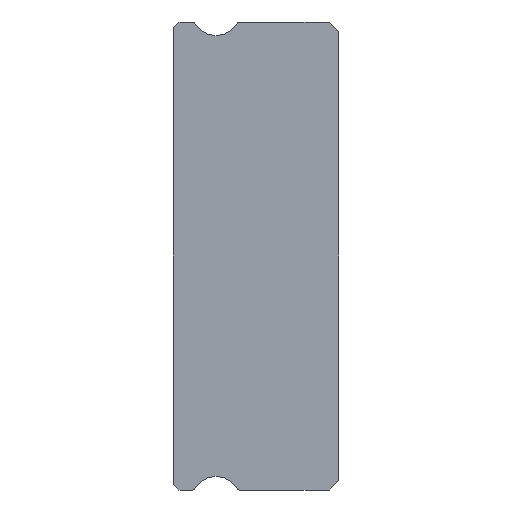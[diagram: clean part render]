
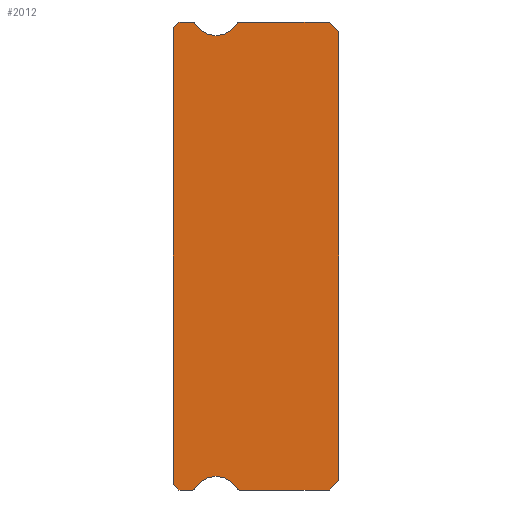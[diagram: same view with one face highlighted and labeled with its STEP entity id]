
A CAD part, left-side view. The second image highlights one B-rep face of the part: STEP entity #2012.
In plain terms, the highlighted planar face has unit normal (-1, 0, 0).
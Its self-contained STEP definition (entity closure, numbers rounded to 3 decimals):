
#82 = VERTEX_POINT ( 'NONE', #796 ) ;
#99 = AXIS2_PLACEMENT_3D ( 'NONE', #3624, #3210, #4051 ) ;
#116 = DIRECTION ( 'NONE',  ( 0., -1., 0. ) ) ;
#265 = CARTESIAN_POINT ( 'NONE',  ( -20., 5.217, -11.925 ) ) ;
#336 = CARTESIAN_POINT ( 'NONE',  ( -20., 7.512, -12. ) ) ;
#451 = DIRECTION ( 'NONE',  ( 0., 0., 1. ) ) ;
#460 = LINE ( 'NONE', #3784, #1268 ) ;
#633 = EDGE_CURVE ( 'NONE', #2808, #82, #4743, .T. ) ;
#652 = CARTESIAN_POINT ( 'NONE',  ( -20., 6.3, 12.55 ) ) ;
#665 = CARTESIAN_POINT ( 'NONE',  ( -20., 5.217, 11.925 ) ) ;
#698 = EDGE_CURVE ( 'NONE', #2654, #1343, #1375, .T. ) ;
#718 = DIRECTION ( 'NONE',  ( 0., 0., -1. ) ) ;
#789 = LINE ( 'NONE', #4602, #1161 ) ;
#796 = CARTESIAN_POINT ( 'NONE',  ( -20., 8.5, 11.7 ) ) ;
#822 = CARTESIAN_POINT ( 'NONE',  ( -20., 0., 11.5 ) ) ;
#888 = CARTESIAN_POINT ( 'NONE',  ( -20., 7.512, -12. ) ) ;
#897 = CIRCLE ( 'NONE', #4182, 1.25 ) ;
#949 = ORIENTED_EDGE ( 'NONE', *, *, #1182, .F. ) ;
#971 = CIRCLE ( 'NONE', #4921, 0.15 ) ;
#979 = EDGE_CURVE ( 'NONE', #3662, #1426, #4619, .T. ) ;
#989 = LINE ( 'NONE', #3545, #4532 ) ;
#1002 = DIRECTION ( 'NONE',  ( 0., 0., -1. ) ) ;
#1003 = CIRCLE ( 'NONE', #3375, 1.25 ) ;
#1042 = ORIENTED_EDGE ( 'NONE', *, *, #3367, .F. ) ;
#1070 = ORIENTED_EDGE ( 'NONE', *, *, #633, .F. ) ;
#1089 = CARTESIAN_POINT ( 'NONE',  ( -20., 5.088, -11.85 ) ) ;
#1161 = VECTOR ( 'NONE', #1527, 1000. ) ;
#1182 = EDGE_CURVE ( 'NONE', #4316, #2174, #2674, .T. ) ;
#1229 = VECTOR ( 'NONE', #1977, 1000. ) ;
#1231 = ORIENTED_EDGE ( 'NONE', *, *, #2574, .F. ) ;
#1240 = ORIENTED_EDGE ( 'NONE', *, *, #3679, .F. ) ;
#1268 = VECTOR ( 'NONE', #5445, 1000. ) ;
#1282 = VERTEX_POINT ( 'NONE', #4185 ) ;
#1343 = VERTEX_POINT ( 'NONE', #5337 ) ;
#1375 = LINE ( 'NONE', #888, #2692 ) ;
#1387 = ORIENTED_EDGE ( 'NONE', *, *, #979, .T. ) ;
#1396 = CARTESIAN_POINT ( 'NONE',  ( -20., 6.3, -12.55 ) ) ;
#1401 = EDGE_CURVE ( 'NONE', #2808, #3662, #460, .T. ) ;
#1426 = VERTEX_POINT ( 'NONE', #1632 ) ;
#1467 = EDGE_CURVE ( 'NONE', #4451, #4330, #1003, .T. ) ;
#1479 = LINE ( 'NONE', #3106, #1837 ) ;
#1509 = VERTEX_POINT ( 'NONE', #3293 ) ;
#1527 = DIRECTION ( 'NONE',  ( 0., 0.707, -0.707 ) ) ;
#1543 = DIRECTION ( 'NONE',  ( 1., 0., 0. ) ) ;
#1549 = EDGE_CURVE ( 'NONE', #2174, #1426, #2764, .T. ) ;
#1552 = ORIENTED_EDGE ( 'NONE', *, *, #698, .F. ) ;
#1575 = VECTOR ( 'NONE', #1681, 1000. ) ;
#1632 = CARTESIAN_POINT ( 'NONE',  ( -20., 7.512, -12. ) ) ;
#1681 = DIRECTION ( 'NONE',  ( 0., 0., 1. ) ) ;
#1837 = VECTOR ( 'NONE', #5218, 1000. ) ;
#1843 = ORIENTED_EDGE ( 'NONE', *, *, #2961, .T. ) ;
#1865 = CARTESIAN_POINT ( 'NONE',  ( -20., 8.2, -12. ) ) ;
#1911 = VERTEX_POINT ( 'NONE', #665 ) ;
#1977 = DIRECTION ( 'NONE',  ( 0., 1., 0. ) ) ;
#2005 = PLANE ( 'NONE',  #4267 ) ;
#2012 = ADVANCED_FACE ( 'NONE', ( #4480 ), #2005, .F. ) ;
#2059 = ORIENTED_EDGE ( 'NONE', *, *, #4603, .T. ) ;
#2109 = CARTESIAN_POINT ( 'NONE',  ( -20., 0.5, 12. ) ) ;
#2124 = VERTEX_POINT ( 'NONE', #2109 ) ;
#2153 = EDGE_CURVE ( 'NONE', #1509, #2124, #989, .T. ) ;
#2174 = VERTEX_POINT ( 'NONE', #2231 ) ;
#2215 = DIRECTION ( 'NONE',  ( 0., 1., 0. ) ) ;
#2231 = CARTESIAN_POINT ( 'NONE',  ( -20., 7.383, -11.925 ) ) ;
#2360 = LINE ( 'NONE', #5282, #1229 ) ;
#2407 = ORIENTED_EDGE ( 'NONE', *, *, #1401, .T. ) ;
#2410 = VECTOR ( 'NONE', #4319, 1000. ) ;
#2479 = VERTEX_POINT ( 'NONE', #4044 ) ;
#2574 = EDGE_CURVE ( 'NONE', #1911, #1509, #971, .T. ) ;
#2578 = CARTESIAN_POINT ( 'NONE',  ( -20., 7.512, 11.85 ) ) ;
#2612 = ORIENTED_EDGE ( 'NONE', *, *, #5036, .F. ) ;
#2633 = CARTESIAN_POINT ( 'NONE',  ( -20., 0.5, 12. ) ) ;
#2635 = VERTEX_POINT ( 'NONE', #4117 ) ;
#2654 = VERTEX_POINT ( 'NONE', #4912 ) ;
#2664 = DIRECTION ( 'NONE',  ( -1., 0., 0. ) ) ;
#2674 = CIRCLE ( 'NONE', #3288, 1.25 ) ;
#2692 = VECTOR ( 'NONE', #2215, 1000. ) ;
#2764 = CIRCLE ( 'NONE', #99, 0.15 ) ;
#2808 = VERTEX_POINT ( 'NONE', #3098 ) ;
#2811 = CARTESIAN_POINT ( 'NONE',  ( -20., 5.088, 11.85 ) ) ;
#2888 = CARTESIAN_POINT ( 'NONE',  ( -20., 0., -11.5 ) ) ;
#2895 = LINE ( 'NONE', #822, #1575 ) ;
#2905 = EDGE_LOOP ( 'NONE', ( #1070, #2407, #1387, #5045, #949, #1240, #1552, #3573, #2059, #1042, #4783, #1231, #4421, #5335, #2612, #5244, #1843 ) ) ;
#2913 = VERTEX_POINT ( 'NONE', #2888 ) ;
#2961 = EDGE_CURVE ( 'NONE', #2635, #82, #789, .T. ) ;
#3058 = CARTESIAN_POINT ( 'NONE',  ( -20., 8.5, 11.85 ) ) ;
#3087 = CARTESIAN_POINT ( 'NONE',  ( -20., 6.3, 12.55 ) ) ;
#3098 = CARTESIAN_POINT ( 'NONE',  ( -20., 8.5, -11.7 ) ) ;
#3106 = CARTESIAN_POINT ( 'NONE',  ( -20., 0., -11.5 ) ) ;
#3210 = DIRECTION ( 'NONE',  ( 1., 0., 0. ) ) ;
#3288 = AXIS2_PLACEMENT_3D ( 'NONE', #1396, #3955, #4791 ) ;
#3293 = CARTESIAN_POINT ( 'NONE',  ( -20., 5.088, 12. ) ) ;
#3367 = EDGE_CURVE ( 'NONE', #2124, #1282, #3869, .T. ) ;
#3375 = AXIS2_PLACEMENT_3D ( 'NONE', #652, #2664, #3967 ) ;
#3545 = CARTESIAN_POINT ( 'NONE',  ( -20., 7.512, 12. ) ) ;
#3573 = ORIENTED_EDGE ( 'NONE', *, *, #3839, .F. ) ;
#3624 = CARTESIAN_POINT ( 'NONE',  ( -20., 7.512, -11.85 ) ) ;
#3636 = DIRECTION ( 'NONE',  ( 0., 0., -1. ) ) ;
#3662 = VERTEX_POINT ( 'NONE', #1865 ) ;
#3673 = EDGE_CURVE ( 'NONE', #4330, #1911, #897, .T. ) ;
#3679 = EDGE_CURVE ( 'NONE', #1343, #4316, #3993, .T. ) ;
#3784 = CARTESIAN_POINT ( 'NONE',  ( -20., 8.2, -12. ) ) ;
#3839 = EDGE_CURVE ( 'NONE', #2913, #2654, #1479, .T. ) ;
#3869 = LINE ( 'NONE', #2633, #2410 ) ;
#3955 = DIRECTION ( 'NONE',  ( -1., 0., 0. ) ) ;
#3967 = DIRECTION ( 'NONE',  ( 0., 0., -1. ) ) ;
#3993 = CIRCLE ( 'NONE', #4086, 0.15 ) ;
#4044 = CARTESIAN_POINT ( 'NONE',  ( -20., 7.512, 12. ) ) ;
#4051 = DIRECTION ( 'NONE',  ( 0., 0., -1. ) ) ;
#4086 = AXIS2_PLACEMENT_3D ( 'NONE', #1089, #4466, #4893 ) ;
#4104 = DIRECTION ( 'NONE',  ( 0., -1., 0. ) ) ;
#4117 = CARTESIAN_POINT ( 'NONE',  ( -20., 8.2, 12. ) ) ;
#4182 = AXIS2_PLACEMENT_3D ( 'NONE', #3087, #4766, #1002 ) ;
#4185 = CARTESIAN_POINT ( 'NONE',  ( -20., 0., 11.5 ) ) ;
#4267 = AXIS2_PLACEMENT_3D ( 'NONE', #5310, #1543, #718 ) ;
#4316 = VERTEX_POINT ( 'NONE', #265 ) ;
#4319 = DIRECTION ( 'NONE',  ( 0., -0.707, -0.707 ) ) ;
#4321 = CIRCLE ( 'NONE', #5002, 0.15 ) ;
#4330 = VERTEX_POINT ( 'NONE', #4881 ) ;
#4339 = CARTESIAN_POINT ( 'NONE',  ( -20., 7.383, 11.925 ) ) ;
#4421 = ORIENTED_EDGE ( 'NONE', *, *, #3673, .F. ) ;
#4451 = VERTEX_POINT ( 'NONE', #4339 ) ;
#4457 = DIRECTION ( 'NONE',  ( 1., 0., 0. ) ) ;
#4466 = DIRECTION ( 'NONE',  ( 1., 0., 0. ) ) ;
#4480 = FACE_OUTER_BOUND ( 'NONE', #2905, .T. ) ;
#4532 = VECTOR ( 'NONE', #116, 1000. ) ;
#4602 = CARTESIAN_POINT ( 'NONE',  ( -20., 8.5, 11.7 ) ) ;
#4603 = EDGE_CURVE ( 'NONE', #2913, #1282, #2895, .T. ) ;
#4619 = LINE ( 'NONE', #336, #4873 ) ;
#4638 = DIRECTION ( 'NONE',  ( 0., 0., -1. ) ) ;
#4680 = EDGE_CURVE ( 'NONE', #2479, #2635, #2360, .T. ) ;
#4743 = LINE ( 'NONE', #3058, #5314 ) ;
#4766 = DIRECTION ( 'NONE',  ( -1., 0., 0. ) ) ;
#4783 = ORIENTED_EDGE ( 'NONE', *, *, #2153, .F. ) ;
#4791 = DIRECTION ( 'NONE',  ( 0., 0., -1. ) ) ;
#4873 = VECTOR ( 'NONE', #4104, 1000. ) ;
#4881 = CARTESIAN_POINT ( 'NONE',  ( -20., 6.3, 11.3 ) ) ;
#4893 = DIRECTION ( 'NONE',  ( 0., 0., -1. ) ) ;
#4912 = CARTESIAN_POINT ( 'NONE',  ( -20., 0.5, -12. ) ) ;
#4921 = AXIS2_PLACEMENT_3D ( 'NONE', #2811, #4457, #3636 ) ;
#5002 = AXIS2_PLACEMENT_3D ( 'NONE', #2578, #5367, #4638 ) ;
#5036 = EDGE_CURVE ( 'NONE', #2479, #4451, #4321, .T. ) ;
#5045 = ORIENTED_EDGE ( 'NONE', *, *, #1549, .F. ) ;
#5218 = DIRECTION ( 'NONE',  ( 0., 0.707, -0.707 ) ) ;
#5244 = ORIENTED_EDGE ( 'NONE', *, *, #4680, .T. ) ;
#5282 = CARTESIAN_POINT ( 'NONE',  ( -20., 8.2, 12. ) ) ;
#5310 = CARTESIAN_POINT ( 'NONE',  ( -20., 7.512, 11.85 ) ) ;
#5314 = VECTOR ( 'NONE', #451, 1000. ) ;
#5335 = ORIENTED_EDGE ( 'NONE', *, *, #1467, .F. ) ;
#5337 = CARTESIAN_POINT ( 'NONE',  ( -20., 5.088, -12. ) ) ;
#5367 = DIRECTION ( 'NONE',  ( 1., 0., 0. ) ) ;
#5445 = DIRECTION ( 'NONE',  ( 0., -0.707, -0.707 ) ) ;
